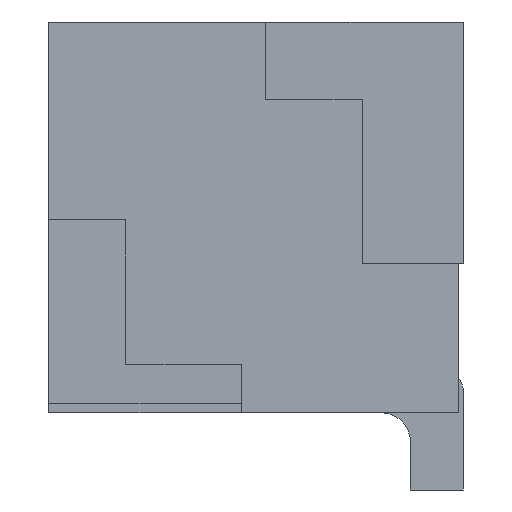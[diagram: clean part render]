
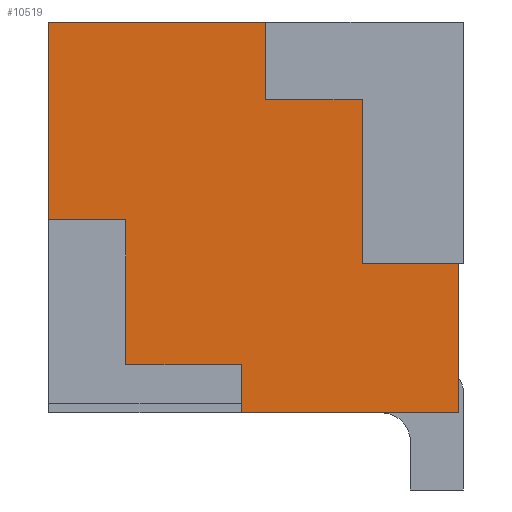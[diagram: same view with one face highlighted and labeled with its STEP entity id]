
A CAD part, left-side view. The second image highlights one B-rep face of the part: STEP entity #10519.
In plain terms, the highlighted planar face has unit normal (-1, 0, 0).
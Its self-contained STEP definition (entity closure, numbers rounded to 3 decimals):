
#10146=CARTESIAN_POINT('',(-9.125,0.0,-2.025));
#10147=VERTEX_POINT('',#10146);
#10154=CARTESIAN_POINT('',(-9.125,2.25,-2.025));
#10155=VERTEX_POINT('',#10154);
#10156=CARTESIAN_POINT('',(-9.125,4.25,-2.025));
#10157=DIRECTION('',(0.0,-1.0,0.0));
#10158=VECTOR('',#10157,1.0);
#10159=LINE('',#10156,#10158);
#10160=EDGE_CURVE('n� 981',#10155,#10147,#10159,.T.);
#10396=CARTESIAN_POINT('',(-9.125,4.25,-0.025));
#10397=VERTEX_POINT('',#10396);
#10404=CARTESIAN_POINT('',(-9.125,4.25,2.025));
#10405=VERTEX_POINT('',#10404);
#10406=CARTESIAN_POINT('',(-9.125,4.25,2.025));
#10407=DIRECTION('',(0.0,0.0,1.0));
#10408=VECTOR('',#10407,1.0);
#10409=LINE('',#10406,#10408);
#10410=EDGE_CURVE('n� 978',#10397,#10405,#10409,.T.);
#10434=CARTESIAN_POINT('',(-9.125,1.0,1.225));
#10435=VERTEX_POINT('',#10434);
#10436=CARTESIAN_POINT('',(-9.125,2.0,1.225));
#10437=VERTEX_POINT('',#10436);
#10438=CARTESIAN_POINT('',(-9.125,2.0,1.225));
#10439=DIRECTION('',(0.0,1.0,0.0));
#10440=VECTOR('',#10439,1.0);
#10441=LINE('',#10438,#10440);
#10442=EDGE_CURVE('n� 2179',#10435,#10437,#10441,.T.);
#10443=ORIENTED_EDGE('',*,*,#10442,.T.);
#10444=CARTESIAN_POINT('',(-9.125,2.0,2.025));
#10445=VERTEX_POINT('',#10444);
#10446=CARTESIAN_POINT('',(-9.125,2.0,2.025));
#10447=DIRECTION('',(0.0,0.0,1.0));
#10448=VECTOR('',#10447,1.0);
#10449=LINE('',#10446,#10448);
#10450=EDGE_CURVE('n� 2176',#10437,#10445,#10449,.T.);
#10451=ORIENTED_EDGE('',*,*,#10450,.T.);
#10452=CARTESIAN_POINT('',(-9.125,4.25,2.025));
#10453=DIRECTION('',(0.0,-1.0,0.0));
#10454=VECTOR('',#10453,1.0);
#10455=LINE('',#10452,#10454);
#10456=EDGE_CURVE('n� 75',#10405,#10445,#10455,.T.);
#10457=ORIENTED_EDGE('',*,*,#10456,.F.);
#10458=ORIENTED_EDGE('',*,*,#10410,.F.);
#10459=CARTESIAN_POINT('',(-9.125,3.45,-0.025));
#10460=VERTEX_POINT('',#10459);
#10461=CARTESIAN_POINT('',(-9.125,3.45,-0.025));
#10462=DIRECTION('',(0.0,1.0,0.0));
#10463=VECTOR('',#10462,1.0);
#10464=LINE('',#10461,#10463);
#10465=EDGE_CURVE('n� 1046',#10460,#10397,#10464,.T.);
#10466=ORIENTED_EDGE('',*,*,#10465,.F.);
#10467=CARTESIAN_POINT('',(-9.125,3.45,-1.525));
#10468=VERTEX_POINT('',#10467);
#10469=CARTESIAN_POINT('',(-9.125,3.45,-1.525));
#10470=DIRECTION('',(0.0,0.0,1.0));
#10471=VECTOR('',#10470,1.0);
#10472=LINE('',#10469,#10471);
#10473=EDGE_CURVE('n� 1061',#10468,#10460,#10472,.T.);
#10474=ORIENTED_EDGE('',*,*,#10473,.F.);
#10475=CARTESIAN_POINT('',(-9.125,2.25,-1.525));
#10476=VERTEX_POINT('',#10475);
#10477=CARTESIAN_POINT('',(-9.125,2.25,-1.525));
#10478=DIRECTION('',(0.0,1.0,0.0));
#10479=VECTOR('',#10478,1.0);
#10480=LINE('',#10477,#10479);
#10481=EDGE_CURVE('n� 1058',#10476,#10468,#10480,.T.);
#10482=ORIENTED_EDGE('',*,*,#10481,.F.);
#10483=CARTESIAN_POINT('',(-9.125,2.25,-2.025));
#10484=DIRECTION('',(0.0,0.0,1.0));
#10485=VECTOR('',#10484,1.0);
#10486=LINE('',#10483,#10485);
#10487=EDGE_CURVE('n� 1055',#10155,#10476,#10486,.T.);
#10488=ORIENTED_EDGE('',*,*,#10487,.F.);
#10489=ORIENTED_EDGE('',*,*,#10160,.T.);
#10490=CARTESIAN_POINT('',(-9.125,0.0,-0.475));
#10491=VERTEX_POINT('',#10490);
#10492=CARTESIAN_POINT('',(-9.125,0.0,2.025));
#10493=DIRECTION('',(0.0,0.0,1.0));
#10494=VECTOR('',#10493,1.0);
#10495=LINE('',#10492,#10494);
#10496=EDGE_CURVE('n� 49',#10147,#10491,#10495,.T.);
#10497=ORIENTED_EDGE('',*,*,#10496,.T.);
#10498=CARTESIAN_POINT('',(-9.125,1.0,-0.475));
#10499=VERTEX_POINT('',#10498);
#10500=CARTESIAN_POINT('',(-9.125,1.0,-0.475));
#10501=DIRECTION('',(0.0,1.0,0.0));
#10502=VECTOR('',#10501,1.0);
#10503=LINE('',#10500,#10502);
#10504=EDGE_CURVE('n� 2185',#10491,#10499,#10503,.T.);
#10505=ORIENTED_EDGE('',*,*,#10504,.T.);
#10506=CARTESIAN_POINT('',(-9.125,1.0,1.225));
#10507=DIRECTION('',(0.0,0.0,1.0));
#10508=VECTOR('',#10507,1.0);
#10509=LINE('',#10506,#10508);
#10510=EDGE_CURVE('n� 2182',#10499,#10435,#10509,.T.);
#10511=ORIENTED_EDGE('',*,*,#10510,.T.);
#10512=EDGE_LOOP('',(
    #10443,#10451,#10457,#10458,#10466,#10474,#10482,#10488,#10489,#10497,
    #10505,#10511));
#10513=FACE_OUTER_BOUND('',#10512,.T.);
#10514=CARTESIAN_POINT('',(-9.125,4.25,2.025));
#10515=DIRECTION('',(1.0,-0.0,0.0));
#10516=DIRECTION('',(0.0,0.0,-1.0));
#10517=AXIS2_PLACEMENT_3D('',#10514,#10515,#10516);
#10518=PLANE('',#10517);
#10519=ADVANCED_FACE('n� 81',(#10513),#10518,.F.);
